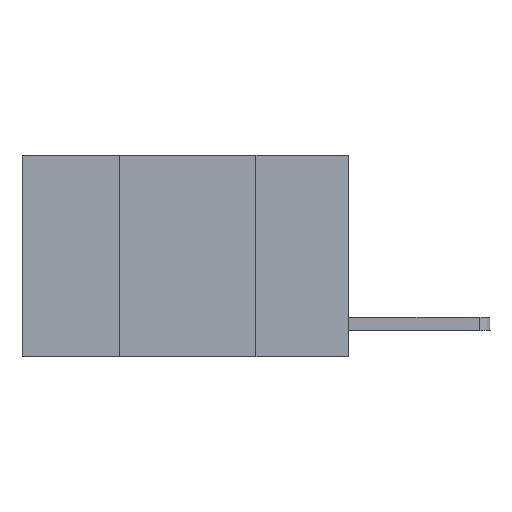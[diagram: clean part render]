
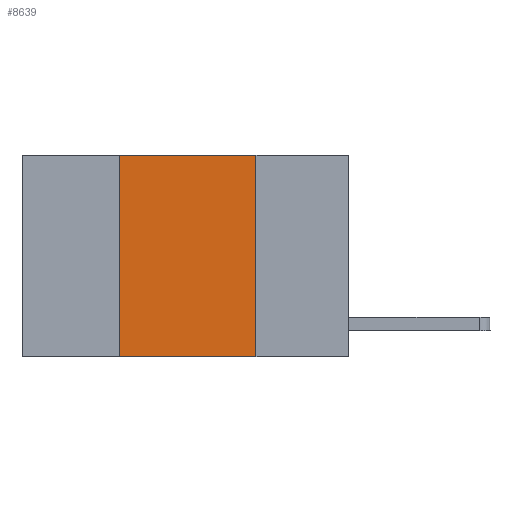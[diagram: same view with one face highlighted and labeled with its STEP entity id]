
A CAD part, left-side view. The second image highlights one B-rep face of the part: STEP entity #8639.
In plain terms, the highlighted planar face has unit normal (-1, 0, 0).
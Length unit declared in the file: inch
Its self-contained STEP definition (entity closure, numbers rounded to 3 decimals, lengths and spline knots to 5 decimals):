
#185 = EDGE_LOOP ( 'NONE', ( #8585, #8065, #5674, #7626 ) ) ;
#354 = CARTESIAN_POINT ( 'NONE',  ( 0., 0.42, 0. ) ) ;
#549 = DIRECTION ( 'NONE',  ( 0., -1., 0. ) ) ;
#603 = VERTEX_POINT ( 'NONE', #354 ) ;
#691 = CARTESIAN_POINT ( 'NONE',  ( 0., 0.17, 0. ) ) ;
#1041 = DIRECTION ( 'NONE',  ( 0., 0., -1. ) ) ;
#1528 = CARTESIAN_POINT ( 'NONE',  ( 0., 0.6, -0.37 ) ) ;
#1578 = VERTEX_POINT ( 'NONE', #2647 ) ;
#2035 = VERTEX_POINT ( 'NONE', #691 ) ;
#2074 = EDGE_CURVE ( 'NONE', #7474, #1578, #7220, .T. ) ;
#2211 = CARTESIAN_POINT ( 'NONE',  ( 0., 0.17, 0. ) ) ;
#2462 = FACE_OUTER_BOUND ( 'NONE', #185, .T. ) ;
#2647 = CARTESIAN_POINT ( 'NONE',  ( 0., 0.17, -0.37 ) ) ;
#3054 = EDGE_CURVE ( 'NONE', #2035, #1578, #5806, .T. ) ;
#3230 = CARTESIAN_POINT ( 'NONE',  ( 0., 0.42, 0. ) ) ;
#3345 = CARTESIAN_POINT ( 'NONE',  ( 0., 0.6, 0. ) ) ;
#4443 = EDGE_CURVE ( 'NONE', #603, #2035, #6980, .T. ) ;
#5148 = DIRECTION ( 'NONE',  ( 0., 0., -1. ) ) ;
#5345 = VECTOR ( 'NONE', #549, 39.37008 ) ;
#5674 = ORIENTED_EDGE ( 'NONE', *, *, #6510, .F. ) ;
#5745 = DIRECTION ( 'NONE',  ( 0., -1., 0. ) ) ;
#5806 = LINE ( 'NONE', #2211, #8376 ) ;
#6510 = EDGE_CURVE ( 'NONE', #7474, #603, #8236, .T. ) ;
#6613 = AXIS2_PLACEMENT_3D ( 'NONE', #7525, #8233, #1041 ) ;
#6980 = LINE ( 'NONE', #3345, #5345 ) ;
#7220 = LINE ( 'NONE', #1528, #8500 ) ;
#7474 = VERTEX_POINT ( 'NONE', #8111 ) ;
#7525 = CARTESIAN_POINT ( 'NONE',  ( 0., 0.6, 0. ) ) ;
#7623 = DIRECTION ( 'NONE',  ( 0., 0., 1. ) ) ;
#7626 = ORIENTED_EDGE ( 'NONE', *, *, #2074, .T. ) ;
#7652 = VECTOR ( 'NONE', #7623, 39.37008 ) ;
#8065 = ORIENTED_EDGE ( 'NONE', *, *, #4443, .F. ) ;
#8111 = CARTESIAN_POINT ( 'NONE',  ( 0., 0.42, -0.37 ) ) ;
#8233 = DIRECTION ( 'NONE',  ( 1., 0., 0. ) ) ;
#8236 = LINE ( 'NONE', #3230, #7652 ) ;
#8283 = PLANE ( 'NONE',  #6613 ) ;
#8376 = VECTOR ( 'NONE', #5148, 39.37008 ) ;
#8500 = VECTOR ( 'NONE', #5745, 39.37008 ) ;
#8585 = ORIENTED_EDGE ( 'NONE', *, *, #3054, .F. ) ;
#8639 = ADVANCED_FACE ( 'NONE', ( #2462 ), #8283, .F. ) ;
